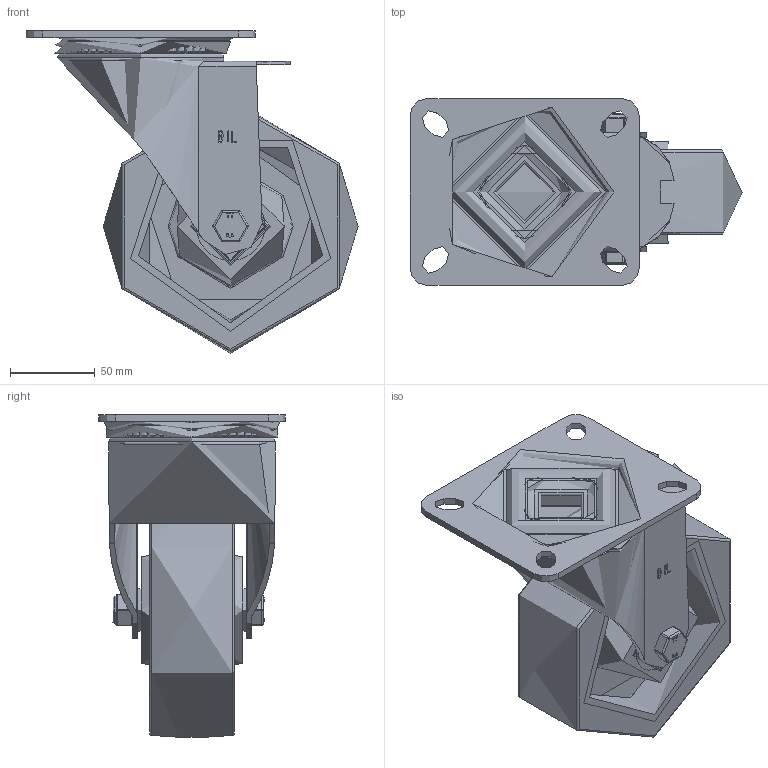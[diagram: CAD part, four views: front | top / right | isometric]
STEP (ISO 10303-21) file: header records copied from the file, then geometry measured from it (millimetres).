
FILE_DESCRIPTION(/* description */ ('','CAx-IF Rec.Pracs.---Representation and Presentation of Product Manufacturing Information (PMI)---4.0---2014-10-13'),/* implementation_level */ '2;1');
FILE_NAME(/* name */ 'BZMM150PTBJ.step',/* time_stamp */ '2024-12-03T08:53:41Z',/* author */ (''),/* organization */ (''),/* preprocessor_version */ 'ST-DEVELOPER v20',/* originating_system */ 'Autodesk Translation Framework v13.20.0.188',/* authorisation */ '');
FILE_SCHEMA (('AP242_MANAGED_MODEL_BASED_3D_ENGINEERING_MIM_LF { 1 0 10303 442 1 1 4 }'));
Length unit declared in the file: millimetre
Products named in the file (30): BZMM150PTBJ; BZMM150AS - 2 - 64 v2; ZINC PLATED, PRESSED STEEL TOP PLATE (1); ZINC PLATED, PRESSED STEEL TOP PLATE Geometry (1); BALL BEARINGS (1); Component1 (1); BEARING SEAL (1); ZINC PLATED, PRESSED STEEL FORKS (1); BZXH150WPTBJM20 v1; POLYURETHANE TYRE; CAST IRON RIM; CAST IRON RIM Geometry; BEARING SPACER; BEARING 6204; BALL BEARINGS (2); BEARING 6204 (1); BALL BEARINGS (1) (1); Component3; STEEL; RUBBER; TH20X2X12 v1; ZINC PLATED HEADED SPACER; TH20X2X12 v1 (1); ZINC PLATED HEADED SPACER (1); HEXBOLTM12X80Z8.8 v2; GRADE 8.8 ZINC PLATED BOLT; NYLOCM12Z v1; NYLOC NUT; NUT; RUBBER (1)
Assembly tree (85 placements, depth 5):
  BZMM150PTBJ
    BZMM150AS - 2 - 64 v2
      ZINC PLATED, PRESSED STEEL TOP PLATE (1)
        ZINC PLATED, PRESSED STEEL TOP PLATE Geometry (1)
        BALL BEARINGS (1)
          Component1 (1)  x40
      BEARING SEAL (1)
      ZINC PLATED, PRESSED STEEL FORKS (1)
    BZXH150WPTBJM20 v1
      POLYURETHANE TYRE
      CAST IRON RIM
        CAST IRON RIM Geometry
        BEARING SPACER
      BEARING 6204
        BALL BEARINGS (2)
          Component3  x8
        STEEL
        RUBBER
      BEARING 6204 (1)
        BALL BEARINGS (1) (1)
          Component3  x8
        STEEL
        RUBBER
    TH20X2X12 v1
      ZINC PLATED HEADED SPACER
    TH20X2X12 v1 (1)
      ZINC PLATED HEADED SPACER (1)
    HEXBOLTM12X80Z8.8 v2
      GRADE 8.8 ZINC PLATED BOLT
    NYLOCM12Z v1
      NYLOC NUT
        NUT
        RUBBER (1)
Bounding box: 195.5 x 110 x 189.88 mm (x, y, z)
Volume: 756045.4 mm3; surface area: 281465.6 mm2
Topology: 77 solids, 77 shells, 1353 faces, 3638 edges, 2395 vertices
Faces by surface type: plane 592, bspline 386, cylinder 266, sphere 74, torus 25, cone 10
Full cylindrical faces by diameter (mm): 9.836 x18, 11.834 x18, 12 x3, 12.2 x4, 14 x2, 18 x1, 18.5 x1, 19.8 x2, 20 x3, 24 x1, 25 x2, 27 x10, 28.5 x4, 29 x8, 33.75 x1, 39.75 x2, 40 x5, 40.5 x4, 41.5 x4, 42 x8, 44 x2, 47 x4, 50 x1, 78 x1, 92 x1, 98 x1, 124 x2
Entity records: 36670 total; most frequent: CARTESIAN_POINT 16385, ORIENTED_EDGE 4324, DIRECTION 3482, EDGE_CURVE 2162, VERTEX_POINT 1417, AXIS2_PLACEMENT_3D 1194, LINE 1094, VECTOR 1094
